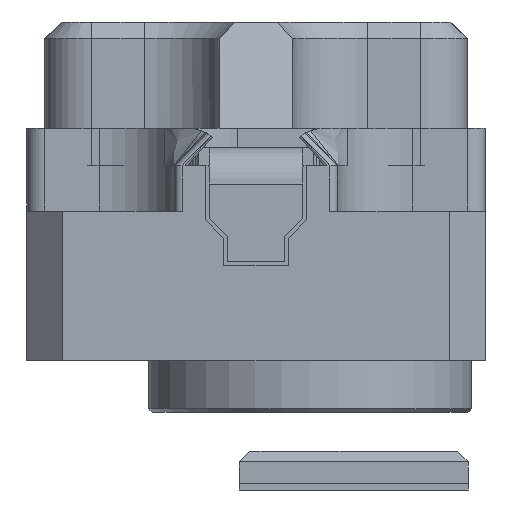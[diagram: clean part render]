
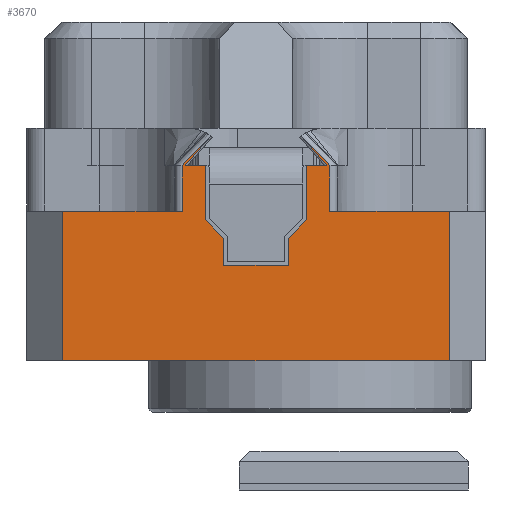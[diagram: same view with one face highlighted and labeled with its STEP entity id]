
A CAD part, front view. The second image highlights one B-rep face of the part: STEP entity #3670.
In plain terms, the highlighted planar face has unit normal (0, -1, 0).
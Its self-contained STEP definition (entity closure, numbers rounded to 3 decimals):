
#1785=FACE_OUTER_BOUND('',#14290,.T.);
#3670=ADVANCED_FACE('',(#1785),#5392,.T.);
#5392=PLANE('',#37205);
#6248=CIRCLE('',#37203,1.05);
#6249=CIRCLE('',#37204,1.05);
#8503=LINE('',#55698,#11623);
#8526=LINE('',#55824,#11646);
#8527=LINE('',#55827,#11647);
#8528=LINE('',#55829,#11648);
#8529=LINE('',#55833,#11649);
#8530=LINE('',#55835,#11650);
#8531=LINE('',#55837,#11651);
#8532=LINE('',#55839,#11652);
#8533=LINE('',#55841,#11653);
#8534=LINE('',#55843,#11654);
#8535=LINE('',#55845,#11655);
#8536=LINE('',#55847,#11656);
#8537=LINE('',#55849,#11657);
#8538=LINE('',#55853,#11658);
#8539=LINE('',#55854,#11659);
#8540=LINE('',#55856,#11660);
#8541=LINE('',#55858,#11661);
#8542=LINE('',#55860,#11662);
#8543=LINE('',#55862,#11663);
#8544=LINE('',#55864,#11664);
#11623=VECTOR('',#42911,1.);
#11646=VECTOR('',#42978,1.);
#11647=VECTOR('',#42979,1.);
#11648=VECTOR('',#42980,1.);
#11649=VECTOR('',#42983,1.);
#11650=VECTOR('',#42984,1.);
#11651=VECTOR('',#42985,1.);
#11652=VECTOR('',#42986,1.);
#11653=VECTOR('',#42987,1.);
#11654=VECTOR('',#42988,1.);
#11655=VECTOR('',#42989,1.);
#11656=VECTOR('',#42990,1.);
#11657=VECTOR('',#42991,1.);
#11658=VECTOR('',#42994,1.);
#11659=VECTOR('',#42995,1.);
#11660=VECTOR('',#42996,1.);
#11661=VECTOR('',#42997,1.);
#11662=VECTOR('',#42998,1.);
#11663=VECTOR('',#42999,1.);
#11664=VECTOR('',#43000,1.);
#14290=EDGE_LOOP('',(#21091,#21092,#21093,#21094,#21095,#21096,#21097,#21098,
#21099,#21100,#21101,#21102,#21103,#21104,#21105,#21106,#21107,#21108,#21109,
#21110,#21111,#21112));
#21091=ORIENTED_EDGE('',*,*,#32080,.F.);
#21092=ORIENTED_EDGE('',*,*,#32081,.F.);
#21093=ORIENTED_EDGE('',*,*,#32082,.T.);
#21094=ORIENTED_EDGE('',*,*,#32083,.T.);
#21095=ORIENTED_EDGE('',*,*,#32084,.T.);
#21096=ORIENTED_EDGE('',*,*,#32085,.T.);
#21097=ORIENTED_EDGE('',*,*,#32086,.T.);
#21098=ORIENTED_EDGE('',*,*,#32087,.T.);
#21099=ORIENTED_EDGE('',*,*,#32088,.T.);
#21100=ORIENTED_EDGE('',*,*,#32089,.T.);
#21101=ORIENTED_EDGE('',*,*,#32090,.T.);
#21102=ORIENTED_EDGE('',*,*,#32091,.T.);
#21103=ORIENTED_EDGE('',*,*,#32092,.F.);
#21104=ORIENTED_EDGE('',*,*,#32093,.F.);
#21105=ORIENTED_EDGE('',*,*,#32094,.T.);
#21106=ORIENTED_EDGE('',*,*,#32033,.F.);
#21107=ORIENTED_EDGE('',*,*,#32095,.F.);
#21108=ORIENTED_EDGE('',*,*,#32096,.F.);
#21109=ORIENTED_EDGE('',*,*,#32097,.F.);
#21110=ORIENTED_EDGE('',*,*,#32098,.F.);
#21111=ORIENTED_EDGE('',*,*,#32099,.F.);
#21112=ORIENTED_EDGE('',*,*,#32100,.F.);
#27603=VERTEX_POINT('',#55697);
#27604=VERTEX_POINT('',#55699);
#27650=VERTEX_POINT('',#55825);
#27651=VERTEX_POINT('',#55826);
#27652=VERTEX_POINT('',#55828);
#27653=VERTEX_POINT('',#55830);
#27654=VERTEX_POINT('',#55832);
#27655=VERTEX_POINT('',#55834);
#27656=VERTEX_POINT('',#55836);
#27657=VERTEX_POINT('',#55838);
#27658=VERTEX_POINT('',#55840);
#27659=VERTEX_POINT('',#55842);
#27660=VERTEX_POINT('',#55844);
#27661=VERTEX_POINT('',#55846);
#27662=VERTEX_POINT('',#55848);
#27663=VERTEX_POINT('',#55850);
#27664=VERTEX_POINT('',#55852);
#27665=VERTEX_POINT('',#55855);
#27666=VERTEX_POINT('',#55857);
#27667=VERTEX_POINT('',#55859);
#27668=VERTEX_POINT('',#55861);
#27669=VERTEX_POINT('',#55863);
#32033=EDGE_CURVE('',#27603,#27604,#8503,.T.);
#32080=EDGE_CURVE('',#27650,#27651,#8526,.T.);
#32081=EDGE_CURVE('',#27652,#27650,#8527,.T.);
#32082=EDGE_CURVE('',#27652,#27653,#8528,.T.);
#32083=EDGE_CURVE('',#27653,#27654,#6248,.T.);
#32084=EDGE_CURVE('',#27654,#27655,#8529,.T.);
#32085=EDGE_CURVE('',#27655,#27656,#8530,.T.);
#32086=EDGE_CURVE('',#27656,#27657,#8531,.T.);
#32087=EDGE_CURVE('',#27657,#27658,#8532,.T.);
#32088=EDGE_CURVE('',#27658,#27659,#8533,.T.);
#32089=EDGE_CURVE('',#27659,#27660,#8534,.T.);
#32090=EDGE_CURVE('',#27660,#27661,#8535,.T.);
#32091=EDGE_CURVE('',#27661,#27662,#8536,.T.);
#32092=EDGE_CURVE('',#27663,#27662,#8537,.T.);
#32093=EDGE_CURVE('',#27664,#27663,#6249,.T.);
#32094=EDGE_CURVE('',#27664,#27604,#8538,.T.);
#32095=EDGE_CURVE('',#27665,#27603,#8539,.T.);
#32096=EDGE_CURVE('',#27666,#27665,#8540,.T.);
#32097=EDGE_CURVE('',#27667,#27666,#8541,.T.);
#32098=EDGE_CURVE('',#27668,#27667,#8542,.T.);
#32099=EDGE_CURVE('',#27669,#27668,#8543,.T.);
#32100=EDGE_CURVE('',#27651,#27669,#8544,.T.);
#37203=AXIS2_PLACEMENT_3D('',#55831,#42981,#42982);
#37204=AXIS2_PLACEMENT_3D('',#55851,#42992,#42993);
#37205=AXIS2_PLACEMENT_3D('',#55865,#43001,#43002);
#42911=DIRECTION('',(1.,0.,0.));
#42978=DIRECTION('',(0.,0.,-1.));
#42979=DIRECTION('',(1.,0.,0.));
#42980=DIRECTION('',(0.651,0.,0.759));
#42981=DIRECTION('',(0.,-1.,0.));
#42982=DIRECTION('',(1.,0.,0.));
#42983=DIRECTION('',(-0.69,0.,-0.724));
#42984=DIRECTION('',(0.,0.,-1.));
#42985=DIRECTION('',(-1.,0.,0.));
#42986=DIRECTION('',(0.,0.,-1.));
#42987=DIRECTION('',(1.,0.,0.));
#42988=DIRECTION('',(0.,0.,1.));
#42989=DIRECTION('',(-1.,0.,0.));
#42990=DIRECTION('',(0.,0.,1.));
#42991=DIRECTION('',(0.69,0.,-0.724));
#42992=DIRECTION('',(0.,1.,0.));
#42993=DIRECTION('',(-1.,0.,0.));
#42994=DIRECTION('',(0.651,0.,-0.759));
#42995=DIRECTION('',(0.,0.,1.));
#42996=DIRECTION('',(0.707,0.,0.707));
#42997=DIRECTION('',(0.,0.,1.));
#42998=DIRECTION('',(1.,0.,0.));
#42999=DIRECTION('',(0.,0.,-1.));
#43000=DIRECTION('',(0.707,0.,-0.707));
#43001=DIRECTION('',(0.,-1.,0.));
#43002=DIRECTION('',(0.,0.,1.));
#55697=CARTESIAN_POINT('',(-36.633,-11.75,55.4));
#55698=CARTESIAN_POINT('',(-39.933,-11.75,55.4));
#55699=CARTESIAN_POINT('',(-36.067,-11.75,55.4));
#55824=CARTESIAN_POINT('',(-39.433,-11.75,54.9));
#55825=CARTESIAN_POINT('',(-39.433,-11.75,55.4));
#55826=CARTESIAN_POINT('',(-39.433,-11.75,53.903));
#55827=CARTESIAN_POINT('',(-39.933,-11.75,55.4));
#55828=CARTESIAN_POINT('',(-39.998,-11.75,55.4));
#55829=CARTESIAN_POINT('',(-39.287,-11.75,56.23));
#55830=CARTESIAN_POINT('',(-39.288,-11.75,56.229));
#55831=CARTESIAN_POINT('',(-39.933,-11.75,55.4));
#55832=CARTESIAN_POINT('',(-39.291,-11.75,56.231));
#55833=CARTESIAN_POINT('',(-39.213,-11.75,56.313));
#55834=CARTESIAN_POINT('',(-40.083,-11.75,55.4));
#55835=CARTESIAN_POINT('',(-40.083,-11.75,54.15));
#55836=CARTESIAN_POINT('',(-40.083,-11.75,54.15));
#55837=CARTESIAN_POINT('',(-40.283,-11.75,54.15));
#55838=CARTESIAN_POINT('',(-43.383,-11.75,54.15));
#55839=CARTESIAN_POINT('',(-43.383,-11.75,50.));
#55840=CARTESIAN_POINT('',(-43.383,-11.75,50.));
#55841=CARTESIAN_POINT('',(-38.033,-11.75,50.));
#55842=CARTESIAN_POINT('',(-32.683,-11.75,50.));
#55843=CARTESIAN_POINT('',(-32.683,-11.75,50.));
#55844=CARTESIAN_POINT('',(-32.683,-11.75,54.15));
#55845=CARTESIAN_POINT('',(-31.683,-11.75,54.15));
#55846=CARTESIAN_POINT('',(-35.983,-11.75,54.15));
#55847=CARTESIAN_POINT('',(-35.983,-11.75,56.45));
#55848=CARTESIAN_POINT('',(-35.983,-11.75,55.4));
#55849=CARTESIAN_POINT('',(-36.852,-11.75,56.313));
#55850=CARTESIAN_POINT('',(-36.774,-11.75,56.231));
#55851=CARTESIAN_POINT('',(-36.133,-11.75,55.4));
#55852=CARTESIAN_POINT('',(-36.777,-11.75,56.229));
#55853=CARTESIAN_POINT('',(-36.095,-11.75,55.433));
#55854=CARTESIAN_POINT('',(-36.633,-11.75,54.9));
#55855=CARTESIAN_POINT('',(-36.633,-11.75,53.903));
#55856=CARTESIAN_POINT('',(-37.133,-11.75,53.403));
#55857=CARTESIAN_POINT('',(-37.133,-11.75,53.403));
#55858=CARTESIAN_POINT('',(-37.133,-11.75,52.645));
#55859=CARTESIAN_POINT('',(-37.133,-11.75,52.645));
#55860=CARTESIAN_POINT('',(-38.933,-11.75,52.645));
#55861=CARTESIAN_POINT('',(-38.933,-11.75,52.645));
#55862=CARTESIAN_POINT('',(-38.933,-11.75,53.403));
#55863=CARTESIAN_POINT('',(-38.933,-11.75,53.403));
#55864=CARTESIAN_POINT('',(-39.433,-11.75,53.903));
#55865=CARTESIAN_POINT('',(-38.033,-11.75,50.));
